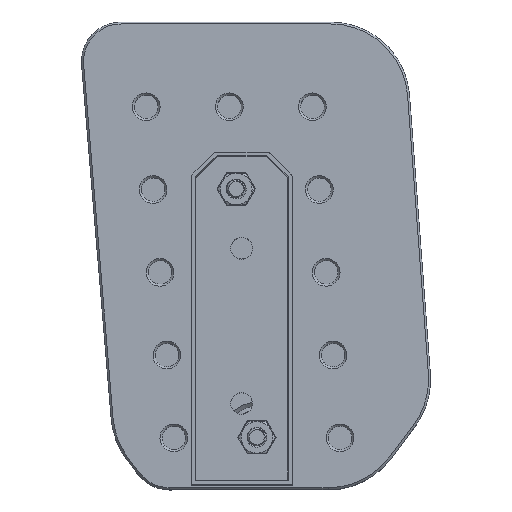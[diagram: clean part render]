
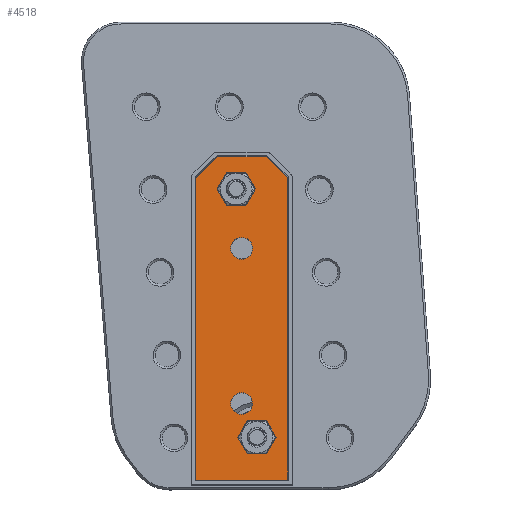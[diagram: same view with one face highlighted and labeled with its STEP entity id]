
A CAD part, top view. The second image highlights one B-rep face of the part: STEP entity #4518.
In plain terms, the highlighted planar face has unit normal (0, 0.022, 1).
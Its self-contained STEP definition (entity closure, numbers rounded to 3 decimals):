
#124=FACE_BOUND('',#929,.T.);
#125=FACE_BOUND('',#930,.T.);
#126=FACE_BOUND('',#931,.T.);
#127=FACE_BOUND('',#932,.T.);
#210=PLANE('',#4969);
#611=FACE_OUTER_BOUND('',#928,.T.);
#928=EDGE_LOOP('',(#4044,#4045,#4046,#4047,#4048,#4049,#4050,#4051,#4052,
#4053));
#929=EDGE_LOOP('',(#4054,#4055,#4056,#4057,#4058,#4059));
#930=EDGE_LOOP('',(#4060,#4061,#4062,#4063,#4064,#4065));
#931=EDGE_LOOP('',(#4066));
#932=EDGE_LOOP('',(#4067));
#1130=CIRCLE('',#4950,0.3);
#1131=CIRCLE('',#4952,0.3);
#1132=CIRCLE('',#4955,0.3);
#1133=CIRCLE('',#4958,0.3);
#1135=CIRCLE('',#4963,2.75);
#1137=CIRCLE('',#4967,2.75);
#1391=LINE('',#11073,#1695);
#1395=LINE('',#11080,#1699);
#1398=LINE('',#11086,#1702);
#1401=LINE('',#11092,#1705);
#1404=LINE('',#11098,#1708);
#1406=LINE('',#11101,#1710);
#1409=LINE('',#11109,#1713);
#1413=LINE('',#11116,#1717);
#1416=LINE('',#11122,#1720);
#1419=LINE('',#11128,#1723);
#1422=LINE('',#11134,#1726);
#1424=LINE('',#11137,#1728);
#1429=LINE('',#11193,#1733);
#1462=LINE('',#11291,#1766);
#1465=LINE('',#11299,#1769);
#1468=LINE('',#11306,#1772);
#1469=LINE('',#11308,#1773);
#1474=LINE('',#11326,#1778);
#1695=VECTOR('',#5861,10.);
#1699=VECTOR('',#5867,10.);
#1702=VECTOR('',#5872,10.);
#1705=VECTOR('',#5877,10.);
#1708=VECTOR('',#5882,10.);
#1710=VECTOR('',#5886,10.);
#1713=VECTOR('',#5891,10.);
#1717=VECTOR('',#5897,10.);
#1720=VECTOR('',#5902,10.);
#1723=VECTOR('',#5907,10.);
#1726=VECTOR('',#5912,10.);
#1728=VECTOR('',#5916,10.);
#1733=VECTOR('',#5935,10.);
#1766=VECTOR('',#6028,10.);
#1769=VECTOR('',#6037,10.);
#1772=VECTOR('',#6046,10.);
#1773=VECTOR('',#6049,10.);
#1778=VECTOR('',#6072,10.);
#2131=VERTEX_POINT('',#11070);
#2132=VERTEX_POINT('',#11072);
#2134=VERTEX_POINT('',#11078);
#2136=VERTEX_POINT('',#11084);
#2138=VERTEX_POINT('',#11090);
#2140=VERTEX_POINT('',#11096);
#2143=VERTEX_POINT('',#11106);
#2144=VERTEX_POINT('',#11108);
#2146=VERTEX_POINT('',#11114);
#2148=VERTEX_POINT('',#11120);
#2150=VERTEX_POINT('',#11126);
#2152=VERTEX_POINT('',#11132);
#2159=VERTEX_POINT('',#11190);
#2160=VERTEX_POINT('',#11192);
#2191=VERTEX_POINT('',#11278);
#2192=VERTEX_POINT('',#11280);
#2193=VERTEX_POINT('',#11284);
#2194=VERTEX_POINT('',#11286);
#2195=VERTEX_POINT('',#11290);
#2196=VERTEX_POINT('',#11294);
#2197=VERTEX_POINT('',#11298);
#2198=VERTEX_POINT('',#11302);
#2200=VERTEX_POINT('',#11312);
#2202=VERTEX_POINT('',#11320);
#2724=EDGE_CURVE('',#2132,#2131,#1391,.T.);
#2728=EDGE_CURVE('',#2131,#2134,#1395,.T.);
#2731=EDGE_CURVE('',#2134,#2136,#1398,.T.);
#2734=EDGE_CURVE('',#2136,#2138,#1401,.T.);
#2737=EDGE_CURVE('',#2138,#2140,#1404,.T.);
#2739=EDGE_CURVE('',#2140,#2132,#1406,.T.);
#2742=EDGE_CURVE('',#2144,#2143,#1409,.T.);
#2746=EDGE_CURVE('',#2143,#2146,#1413,.T.);
#2749=EDGE_CURVE('',#2146,#2148,#1416,.T.);
#2752=EDGE_CURVE('',#2148,#2150,#1419,.T.);
#2755=EDGE_CURVE('',#2150,#2152,#1422,.T.);
#2757=EDGE_CURVE('',#2152,#2144,#1424,.T.);
#2766=EDGE_CURVE('',#2159,#2160,#1429,.T.);
#2810=EDGE_CURVE('',#2192,#2191,#1130,.T.);
#2813=EDGE_CURVE('',#2194,#2193,#1131,.T.);
#2815=EDGE_CURVE('',#2195,#2194,#1462,.T.);
#2817=EDGE_CURVE('',#2196,#2195,#1132,.T.);
#2819=EDGE_CURVE('',#2197,#2196,#1465,.T.);
#2821=EDGE_CURVE('',#2198,#2197,#1133,.T.);
#2823=EDGE_CURVE('',#2191,#2198,#1468,.T.);
#2824=EDGE_CURVE('',#2159,#2192,#1469,.T.);
#2827=EDGE_CURVE('',#2200,#2200,#1135,.T.);
#2831=EDGE_CURVE('',#2202,#2202,#1137,.T.);
#2833=EDGE_CURVE('',#2193,#2160,#1474,.T.);
#4044=ORIENTED_EDGE('',*,*,#2824,.T.);
#4045=ORIENTED_EDGE('',*,*,#2810,.T.);
#4046=ORIENTED_EDGE('',*,*,#2823,.T.);
#4047=ORIENTED_EDGE('',*,*,#2821,.T.);
#4048=ORIENTED_EDGE('',*,*,#2819,.T.);
#4049=ORIENTED_EDGE('',*,*,#2817,.T.);
#4050=ORIENTED_EDGE('',*,*,#2815,.T.);
#4051=ORIENTED_EDGE('',*,*,#2813,.T.);
#4052=ORIENTED_EDGE('',*,*,#2833,.T.);
#4053=ORIENTED_EDGE('',*,*,#2766,.F.);
#4054=ORIENTED_EDGE('',*,*,#2728,.T.);
#4055=ORIENTED_EDGE('',*,*,#2731,.T.);
#4056=ORIENTED_EDGE('',*,*,#2734,.T.);
#4057=ORIENTED_EDGE('',*,*,#2737,.T.);
#4058=ORIENTED_EDGE('',*,*,#2739,.T.);
#4059=ORIENTED_EDGE('',*,*,#2724,.T.);
#4060=ORIENTED_EDGE('',*,*,#2746,.T.);
#4061=ORIENTED_EDGE('',*,*,#2749,.T.);
#4062=ORIENTED_EDGE('',*,*,#2752,.T.);
#4063=ORIENTED_EDGE('',*,*,#2755,.T.);
#4064=ORIENTED_EDGE('',*,*,#2757,.T.);
#4065=ORIENTED_EDGE('',*,*,#2742,.T.);
#4066=ORIENTED_EDGE('',*,*,#2827,.T.);
#4067=ORIENTED_EDGE('',*,*,#2831,.T.);
#4518=ADVANCED_FACE('',(#611,#124,#125,#126,#127),#210,.F.);
#4950=AXIS2_PLACEMENT_3D('',#11281,#6017,#6018);
#4952=AXIS2_PLACEMENT_3D('',#11287,#6023,#6024);
#4955=AXIS2_PLACEMENT_3D('',#11295,#6032,#6033);
#4958=AXIS2_PLACEMENT_3D('',#11303,#6041,#6042);
#4963=AXIS2_PLACEMENT_3D('',#11314,#6055,#6056);
#4967=AXIS2_PLACEMENT_3D('',#11322,#6065,#6066);
#4969=AXIS2_PLACEMENT_3D('',#11325,#6070,#6071);
#5861=DIRECTION('',(0.5,0.866,-0.019));
#5867=DIRECTION('',(1.,0.,0.));
#5872=DIRECTION('',(0.5,-0.866,0.019));
#5877=DIRECTION('',(-0.5,-0.866,0.019));
#5882=DIRECTION('',(-1.,0.,0.));
#5886=DIRECTION('',(-0.5,0.866,-0.019));
#5891=DIRECTION('',(-0.5,-0.866,0.019));
#5897=DIRECTION('',(-1.,0.,0.));
#5902=DIRECTION('',(-0.5,0.866,-0.019));
#5907=DIRECTION('',(0.5,0.866,-0.019));
#5912=DIRECTION('',(1.,0.,0.));
#5916=DIRECTION('',(0.5,-0.866,0.019));
#5935=DIRECTION('',(-1.,0.,0.));
#6017=DIRECTION('center_axis',(0.,0.022,
1.));
#6018=DIRECTION('ref_axis',(1.,0.,0.));
#6023=DIRECTION('center_axis',(0.,0.022,
1.));
#6024=DIRECTION('ref_axis',(-0.707,0.707,-0.015));
#6028=DIRECTION('',(-0.707,-0.707,0.015));
#6032=DIRECTION('center_axis',(0.,0.022,
1.));
#6033=DIRECTION('ref_axis',(0.,1.,-0.022));
#6037=DIRECTION('',(-1.,0.,0.));
#6041=DIRECTION('center_axis',(0.,0.022,
1.));
#6042=DIRECTION('ref_axis',(0.707,0.707,-0.015));
#6046=DIRECTION('',(-0.707,0.707,-0.015));
#6049=DIRECTION('',(0.,1.,-0.022));
#6055=DIRECTION('center_axis',(0.,-0.022,
-1.));
#6056=DIRECTION('ref_axis',(-1.,0.,0.));
#6065=DIRECTION('center_axis',(0.,-0.022,
-1.));
#6066=DIRECTION('ref_axis',(-1.,0.,0.));
#6070=DIRECTION('center_axis',(0.,-0.022,
-1.));
#6071=DIRECTION('ref_axis',(-1.,0.,0.));
#6072=DIRECTION('',(0.,-1.,0.022));
#11070=CARTESIAN_POINT('',(1.418,174.128,-375.966));
#11072=CARTESIAN_POINT('',(-1.007,169.929,-375.876));
#11073=CARTESIAN_POINT('',(1.418,174.128,-375.966));
#11078=CARTESIAN_POINT('',(6.268,174.128,-375.966));
#11080=CARTESIAN_POINT('',(6.268,174.128,-375.966));
#11084=CARTESIAN_POINT('',(8.693,169.929,-375.876));
#11086=CARTESIAN_POINT('',(8.693,169.929,-375.876));
#11090=CARTESIAN_POINT('',(6.268,165.73,-375.785));
#11092=CARTESIAN_POINT('',(6.268,165.73,-375.785));
#11096=CARTESIAN_POINT('',(1.418,165.73,-375.785));
#11098=CARTESIAN_POINT('',(1.418,165.73,-375.785));
#11101=CARTESIAN_POINT('',(-1.007,169.929,-375.876));
#11106=CARTESIAN_POINT('',(1.036,228.498,-377.141));
#11108=CARTESIAN_POINT('',(3.461,232.697,-377.232));
#11109=CARTESIAN_POINT('',(1.036,228.498,-377.141));
#11114=CARTESIAN_POINT('',(-3.814,228.498,-377.141));
#11116=CARTESIAN_POINT('',(-3.814,228.498,-377.141));
#11120=CARTESIAN_POINT('',(-6.238,232.697,-377.232));
#11122=CARTESIAN_POINT('',(-6.238,232.697,-377.232));
#11126=CARTESIAN_POINT('',(-3.814,236.896,-377.322));
#11128=CARTESIAN_POINT('',(-3.814,236.896,-377.322));
#11132=CARTESIAN_POINT('',(1.036,236.896,-377.322));
#11134=CARTESIAN_POINT('',(1.036,236.896,-377.322));
#11137=CARTESIAN_POINT('',(3.461,232.697,-377.232));
#11190=CARTESIAN_POINT('',(11.661,159.131,-375.642));
#11192=CARTESIAN_POINT('',(-11.561,159.131,-375.642));
#11193=CARTESIAN_POINT('',(-5.755,159.131,-375.642));
#11278=CARTESIAN_POINT('',(11.573,235.631,-377.295));
#11280=CARTESIAN_POINT('',(11.661,235.419,-377.29));
#11281=CARTESIAN_POINT('Origin',(11.361,235.419,-377.29));
#11284=CARTESIAN_POINT('',(-11.561,235.419,-377.29));
#11286=CARTESIAN_POINT('',(-11.473,235.631,-377.295));
#11287=CARTESIAN_POINT('Origin',(-11.261,235.419,-377.29));
#11290=CARTESIAN_POINT('',(-6.351,240.752,-377.406));
#11291=CARTESIAN_POINT('',(-23.241,223.865,-377.041));
#11294=CARTESIAN_POINT('',(-6.139,240.839,-377.407));
#11295=CARTESIAN_POINT('Origin',(-6.139,240.539,-377.401));
#11298=CARTESIAN_POINT('',(6.24,240.839,-377.407));
#11299=CARTESIAN_POINT('',(3.145,240.839,-377.407));
#11302=CARTESIAN_POINT('',(6.452,240.752,-377.406));
#11303=CARTESIAN_POINT('Origin',(6.24,240.539,-377.401));
#11306=CARTESIAN_POINT('',(25.903,221.305,-376.985));
#11308=CARTESIAN_POINT('',(11.661,132.5,-375.067));
#11312=CARTESIAN_POINT('',(2.75,178.465,-376.06));
#11314=CARTESIAN_POINT('Origin',(0.,178.465,
-376.06));
#11320=CARTESIAN_POINT('',(2.75,217.695,-376.907));
#11322=CARTESIAN_POINT('Origin',(0.,217.695,-376.907));
#11325=CARTESIAN_POINT('Origin',(0.05,164.807,-375.765));
#11326=CARTESIAN_POINT('',(-11.561,161.13,-375.686));
